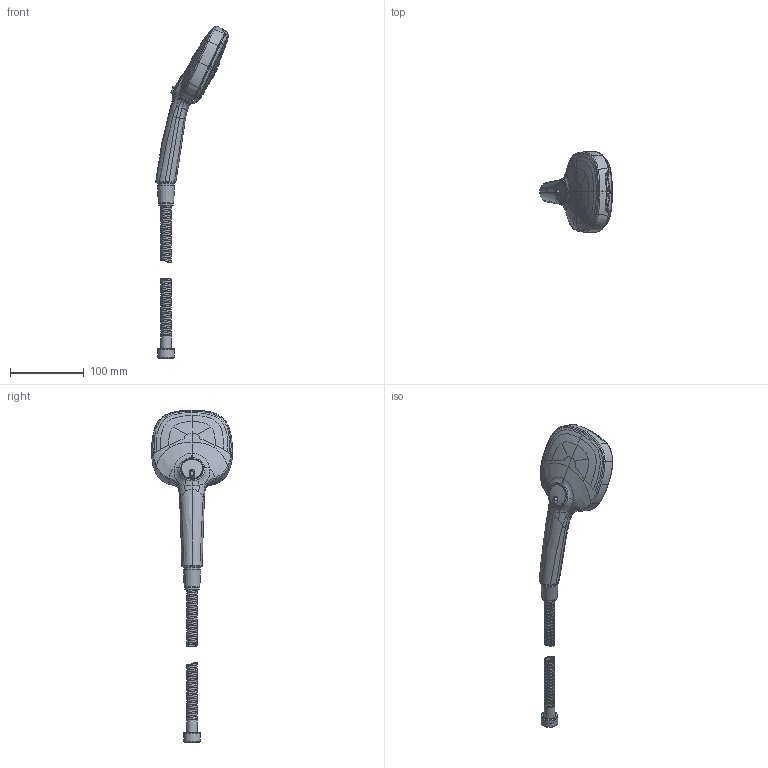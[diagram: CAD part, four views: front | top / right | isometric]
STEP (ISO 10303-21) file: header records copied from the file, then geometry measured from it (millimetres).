
FILE_DESCRIPTION(/* description */ ('Unknown'),/* implementation_level */ '2;1');
FILE_NAME(/* name */ '26973001',/* time_stamp */ '2022-09-27T17:49:52+02:00',/* author */ ('Unknown'),/* organization */ ('GROHE AG'),/* preprocessor_version */ 'ST-DEVELOPER v16.7',/* originating_system */ 'DEX',/* authorisation */ $);
FILE_SCHEMA (('AUTOMOTIVE_DESIGN {1 0 10303 214 3 1 1}'));
Products named in the file (4): 26973001; id11; A4298722_SOFTTOOL DIAL_NEW_POSITION_RADIUS_0,7; shell#6
Assembly tree (3 placements, depth 2):
  26973001
    id11
    A4298722_SOFTTOOL DIAL_NEW_POSITION_RADIUS_0,7
    shell#6
Bounding box: 98.65 x 110.02 x 450.63 mm (x, y, z)
Surface area: 80691.7 mm2 (no closed solid volume)
Topology: 0 solids, 184 shells, 695 faces, 3216 edges, 2635 vertices
Faces by surface type: bspline 455, cylinder 96, plane 81, cone 44, torus 19
Full cylindrical faces by diameter (mm): 2.8 x32, 3.7 x24, 4.1 x7, 10.8 x2, 14.7 x2, 18.631 x1, 19.9 x1, 21.2 x2, 22.6 x1, 23 x1
Entity records: 63993 total; most frequent: CARTESIAN_POINT 44337, ORIENTED_EDGE 3646, EDGE_CURVE 2812, VERTEX_POINT 2464, B_SPLINE_CURVE_WITH_KNOTS 2130, DIRECTION 1575, EDGE_LOOP 1113, FACE_BOUND 1113
